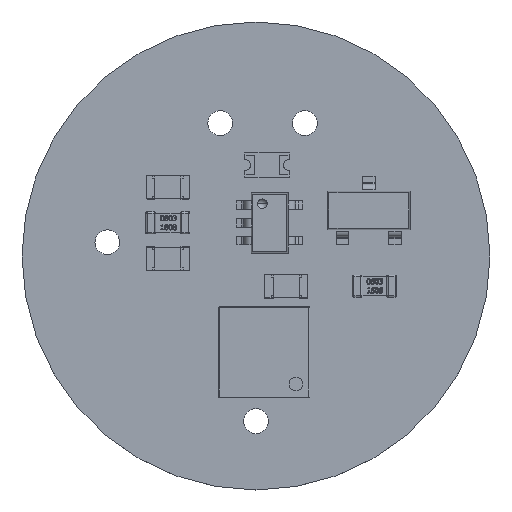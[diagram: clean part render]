
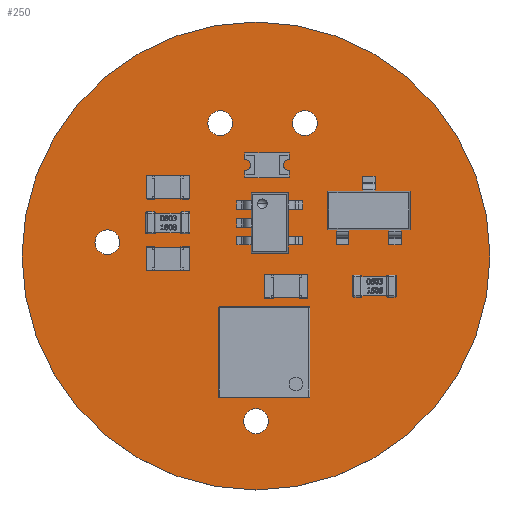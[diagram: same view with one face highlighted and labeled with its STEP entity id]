
A CAD part, top view. The second image highlights one B-rep face of the part: STEP entity #250.
In plain terms, the highlighted planar face has unit normal (0, 0, 1).
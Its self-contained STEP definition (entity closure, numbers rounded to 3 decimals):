
#71 = VERTEX_POINT('',#72);
#72 = CARTESIAN_POINT('',(43.5,35.,0.));
#78 = EDGE_CURVE('',#71,#71,#79,.T.);
#79 = CIRCLE('',#80,8.5);
#80 = AXIS2_PLACEMENT_3D('',#81,#82,#83);
#81 = CARTESIAN_POINT('',(35.,35.,0.));
#82 = DIRECTION('',(0.,0.,1.));
#83 = DIRECTION('',(1.,0.,0.));
#104 = VERTEX_POINT('',#105);
#105 = CARTESIAN_POINT('',(30.05,35.5,0.));
#111 = EDGE_CURVE('',#104,#104,#112,.T.);
#112 = CIRCLE('',#113,0.45);
#113 = AXIS2_PLACEMENT_3D('',#114,#115,#116);
#114 = CARTESIAN_POINT('',(29.6,35.5,0.));
#115 = DIRECTION('',(0.,0.,1.));
#116 = DIRECTION('',(1.,0.,0.));
#137 = VERTEX_POINT('',#138);
#138 = CARTESIAN_POINT('',(34.15,39.825,0.));
#144 = EDGE_CURVE('',#137,#137,#145,.T.);
#145 = CIRCLE('',#146,0.45);
#146 = AXIS2_PLACEMENT_3D('',#147,#148,#149);
#147 = CARTESIAN_POINT('',(33.7,39.825,0.));
#148 = DIRECTION('',(0.,0.,1.));
#149 = DIRECTION('',(1.,0.,0.));
#170 = VERTEX_POINT('',#171);
#171 = CARTESIAN_POINT('',(35.45,29.,0.));
#177 = EDGE_CURVE('',#170,#170,#178,.T.);
#178 = CIRCLE('',#179,0.45);
#179 = AXIS2_PLACEMENT_3D('',#180,#181,#182);
#180 = CARTESIAN_POINT('',(35.,29.,0.));
#181 = DIRECTION('',(0.,0.,1.));
#182 = DIRECTION('',(1.,0.,0.));
#203 = VERTEX_POINT('',#204);
#204 = CARTESIAN_POINT('',(37.225,39.825,0.));
#210 = EDGE_CURVE('',#203,#203,#211,.T.);
#211 = CIRCLE('',#212,0.45);
#212 = AXIS2_PLACEMENT_3D('',#213,#214,#215);
#213 = CARTESIAN_POINT('',(36.775,39.825,0.));
#214 = DIRECTION('',(0.,0.,1.));
#215 = DIRECTION('',(1.,0.,0.));
#250 = ADVANCED_FACE('',(#251,#254,#257,#260,#263),#266,.F.);
#251 = FACE_BOUND('',#252,.T.);
#252 = EDGE_LOOP('',(#253));
#253 = ORIENTED_EDGE('',*,*,#78,.T.);
#254 = FACE_BOUND('',#255,.F.);
#255 = EDGE_LOOP('',(#256));
#256 = ORIENTED_EDGE('',*,*,#111,.T.);
#257 = FACE_BOUND('',#258,.F.);
#258 = EDGE_LOOP('',(#259));
#259 = ORIENTED_EDGE('',*,*,#144,.T.);
#260 = FACE_BOUND('',#261,.F.);
#261 = EDGE_LOOP('',(#262));
#262 = ORIENTED_EDGE('',*,*,#177,.T.);
#263 = FACE_BOUND('',#264,.F.);
#264 = EDGE_LOOP('',(#265));
#265 = ORIENTED_EDGE('',*,*,#210,.T.);
#266 = PLANE('',#267);
#267 = AXIS2_PLACEMENT_3D('',#268,#269,#270);
#268 = CARTESIAN_POINT('',(43.5,35.,0.));
#269 = DIRECTION('',(0.,0.,-1.));
#270 = DIRECTION('',(-1.,0.,0.));
